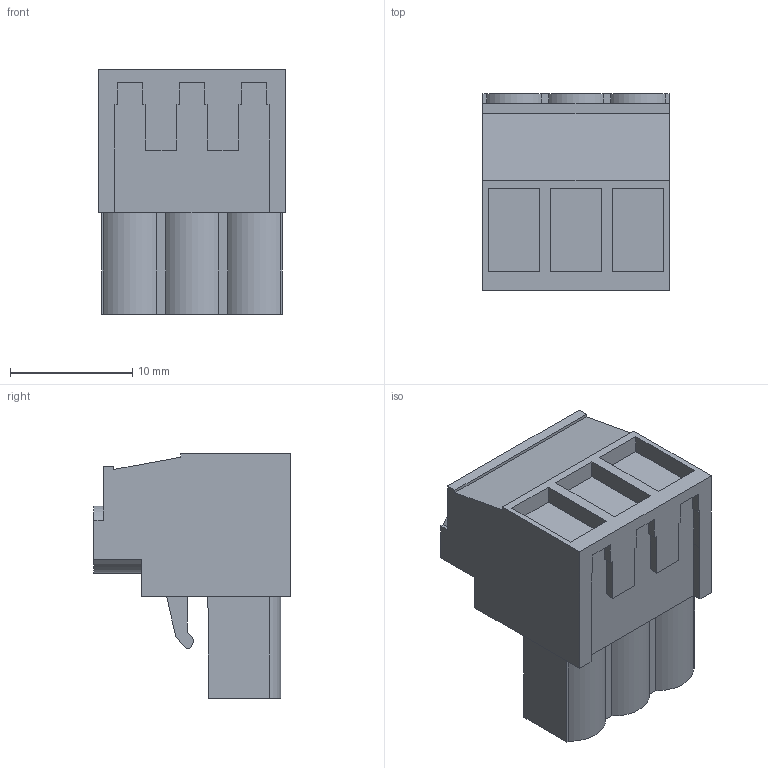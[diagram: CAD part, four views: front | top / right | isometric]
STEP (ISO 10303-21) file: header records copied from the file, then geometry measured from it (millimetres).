
FILE_DESCRIPTION(('CATIA V5 STEP','CAx-IF Rec.Pracs.--- Model Styling and Organization---1.2---2011-12-15'),'2;1');
FILE_NAME ('D1459890_0_1943820000_1943820000.stp','2017-05-22T12:43:09+00:00',('none'),('Weidmueller'),'CATIA Version 5-6 Release 2014','CATIA V5 STEP AP214','none');
FILE_SCHEMA(('AUTOMOTIVE_DESIGN { 1 0 10303 214 1 1 1 1 }'));
Length unit declared in the file: millimetre
Products named in the file (1): 1943820000
Bounding box: 15.24 x 16.1 x 20.05 mm (x, y, z)
Volume: 2868.5 mm3; surface area: 2158.1 mm2
Topology: 4 solids, 4 shells, 232 faces, 633 edges, 422 vertices
Faces by surface type: plane 201, cylinder 31
Entity records: 7086 total; most frequent: CARTESIAN_POINT 1322, ORIENTED_EDGE 1266, DIRECTION 1022, EDGE_CURVE 633, VECTOR 559, LINE 559, VERTEX_POINT 422, AXIS2_PLACEMENT_3D 266
